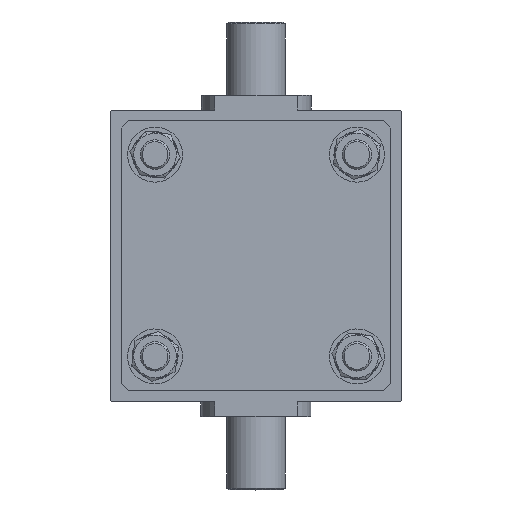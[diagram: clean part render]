
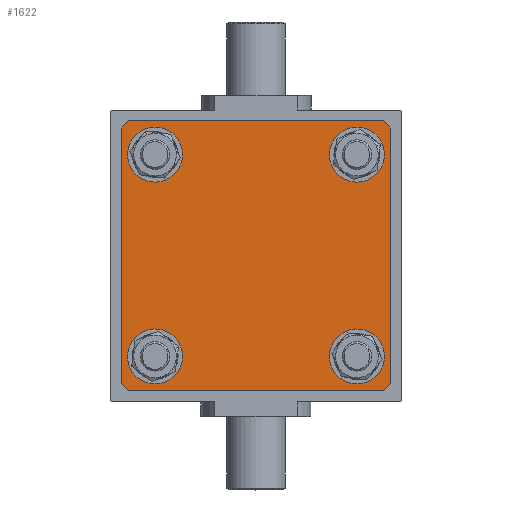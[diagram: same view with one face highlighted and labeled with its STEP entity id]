
A CAD part, top view. The second image highlights one B-rep face of the part: STEP entity #1622.
In plain terms, the highlighted face is planar.
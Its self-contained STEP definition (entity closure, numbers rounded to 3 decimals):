
#28 = EDGE_CURVE ( 'NONE', #490, #434, #9140, .T. ) ;
#29 = EDGE_CURVE ( 'NONE', #477, #355, #9228, .T. ) ;
#32 = EDGE_CURVE ( 'NONE', #528, #348, #9219, .T. ) ;
#37 = EDGE_CURVE ( 'NONE', #446, #453, #9220, .T. ) ;
#54 = EDGE_CURVE ( 'NONE', #364, #455, #9249, .T. ) ;
#74 = EDGE_CURVE ( 'NONE', #446, #254, #7606, .T. ) ;
#75 = EDGE_CURVE ( 'NONE', #528, #453, #7522, .T. ) ;
#76 = EDGE_CURVE ( 'NONE', #477, #348, #7602, .T. ) ;
#77 = EDGE_CURVE ( 'NONE', #720, #355, #7600, .T. ) ;
#80 = EDGE_CURVE ( 'NONE', #472, #468, #7345, .T. ) ;
#81 = EDGE_CURVE ( 'NONE', #481, #439, #7242, .T. ) ;
#91 = EDGE_CURVE ( 'NONE', #439, #481, #7491, .T. ) ;
#97 = EDGE_CURVE ( 'NONE', #434, #490, #7352, .T. ) ;
#101 = EDGE_CURVE ( 'NONE', #720, #254, #7445, .T. ) ;
#171 = EDGE_CURVE ( 'NONE', #468, #472, #7339, .T. ) ;
#193 = EDGE_CURVE ( 'NONE', #455, #364, #7247, .T. ) ;
#198 = CARTESIAN_POINT ( 'NONE',  ( -71.5, -71.5, 0. ) ) ;
#202 = DIRECTION ( 'NONE',  ( 0., 0., -1. ) ) ;
#205 = DIRECTION ( 'NONE',  ( -0.707, 0.707, 0. ) ) ;
#207 = CARTESIAN_POINT ( 'NONE',  ( -55., 55., 0. ) ) ;
#211 = CARTESIAN_POINT ( 'NONE',  ( -71.5, 71.5, 0. ) ) ;
#223 = DIRECTION ( 'NONE',  ( 0.707, -0.707, 0. ) ) ;
#224 = DIRECTION ( 'NONE',  ( 0.707, 0.707, 0. ) ) ;
#230 = DIRECTION ( 'NONE',  ( -0.707, -0.707, 0. ) ) ;
#233 = CARTESIAN_POINT ( 'NONE',  ( 71.5, -71.5, 0. ) ) ;
#235 = CARTESIAN_POINT ( 'NONE',  ( 71.5, 71.5, 0. ) ) ;
#254 = VERTEX_POINT ( 'NONE', #5596 ) ;
#348 = VERTEX_POINT ( 'NONE', #5661 ) ;
#355 = VERTEX_POINT ( 'NONE', #5675 ) ;
#364 = VERTEX_POINT ( 'NONE', #5692 ) ;
#434 = VERTEX_POINT ( 'NONE', #2935 ) ;
#439 = VERTEX_POINT ( 'NONE', #2940 ) ;
#446 = VERTEX_POINT ( 'NONE', #2947 ) ;
#453 = VERTEX_POINT ( 'NONE', #2954 ) ;
#455 = VERTEX_POINT ( 'NONE', #2956 ) ;
#468 = VERTEX_POINT ( 'NONE', #2968 ) ;
#472 = VERTEX_POINT ( 'NONE', #2972 ) ;
#477 = VERTEX_POINT ( 'NONE', #2977 ) ;
#481 = VERTEX_POINT ( 'NONE', #2981 ) ;
#490 = VERTEX_POINT ( 'NONE', #2983 ) ;
#528 = VERTEX_POINT ( 'NONE', #2991 ) ;
#720 = VERTEX_POINT ( 'NONE', #3065 ) ;
#1622 = ADVANCED_FACE ( 'NONE', ( #7592, #7597, #7591, #7598, #7590 ), #2806, .T. ) ;
#2198 = AXIS2_PLACEMENT_3D ( 'NONE', #5518, #5520, #5522 ) ;
#2203 = AXIS2_PLACEMENT_3D ( 'NONE', #5204, #5206, #5208 ) ;
#2237 = AXIS2_PLACEMENT_3D ( 'NONE', #5134, #5124, #5117 ) ;
#2241 = AXIS2_PLACEMENT_3D ( 'NONE', #4379, #4388, #4382 ) ;
#2245 = AXIS2_PLACEMENT_3D ( 'NONE', #4374, #4373, #4371 ) ;
#2246 = AXIS2_PLACEMENT_3D ( 'NONE', #207, #202, #4376 ) ;
#2259 = AXIS2_PLACEMENT_3D ( 'NONE', #6333, #6332, #6331 ) ;
#2274 = AXIS2_PLACEMENT_3D ( 'NONE', #3773, #3776, #3781 ) ;
#2799 = DIRECTION ( 'NONE',  ( 0., 0., -1. ) ) ;
#2803 = CARTESIAN_POINT ( 'NONE',  ( 0., 0., 0. ) ) ;
#2806 = PLANE ( 'NONE',  #8025 ) ;
#2809 = DIRECTION ( 'NONE',  ( -1., 0., 0. ) ) ;
#2935 = CARTESIAN_POINT ( 'NONE',  ( 64., -55., 0. ) ) ;
#2940 = CARTESIAN_POINT ( 'NONE',  ( -46., -55., 0. ) ) ;
#2947 = CARTESIAN_POINT ( 'NONE',  ( 69.5, 73.5, 0. ) ) ;
#2954 = CARTESIAN_POINT ( 'NONE',  ( -69.5, 73.5, 0. ) ) ;
#2956 = CARTESIAN_POINT ( 'NONE',  ( 64., 55., 0. ) ) ;
#2968 = CARTESIAN_POINT ( 'NONE',  ( -46., 55., 0. ) ) ;
#2972 = CARTESIAN_POINT ( 'NONE',  ( -64., 55., 0. ) ) ;
#2977 = CARTESIAN_POINT ( 'NONE',  ( -69.5, -73.5, 0. ) ) ;
#2981 = CARTESIAN_POINT ( 'NONE',  ( -64., -55., 0. ) ) ;
#2983 = CARTESIAN_POINT ( 'NONE',  ( 46., -55., 0. ) ) ;
#2991 = CARTESIAN_POINT ( 'NONE',  ( -73.5, 69.5, 0. ) ) ;
#3065 = CARTESIAN_POINT ( 'NONE',  ( 73.5, -69.5, 0. ) ) ;
#3233 = ORIENTED_EDGE ( 'NONE', *, *, #37, .F. ) ;
#3236 = ORIENTED_EDGE ( 'NONE', *, *, #74, .T. ) ;
#3610 = ORIENTED_EDGE ( 'NONE', *, *, #75, .T. ) ;
#3612 = ORIENTED_EDGE ( 'NONE', *, *, #29, .F. ) ;
#3613 = ORIENTED_EDGE ( 'NONE', *, *, #77, .T. ) ;
#3614 = ORIENTED_EDGE ( 'NONE', *, *, #101, .F. ) ;
#3616 = ORIENTED_EDGE ( 'NONE', *, *, #91, .F. ) ;
#3617 = ORIENTED_EDGE ( 'NONE', *, *, #97, .F. ) ;
#3618 = ORIENTED_EDGE ( 'NONE', *, *, #81, .F. ) ;
#3619 = ORIENTED_EDGE ( 'NONE', *, *, #80, .F. ) ;
#3621 = ORIENTED_EDGE ( 'NONE', *, *, #171, .F. ) ;
#3623 = ORIENTED_EDGE ( 'NONE', *, *, #28, .F. ) ;
#3624 = ORIENTED_EDGE ( 'NONE', *, *, #54, .F. ) ;
#3629 = ORIENTED_EDGE ( 'NONE', *, *, #193, .F. ) ;
#3674 = ORIENTED_EDGE ( 'NONE', *, *, #76, .T. ) ;
#3680 = ORIENTED_EDGE ( 'NONE', *, *, #32, .F. ) ;
#3756 = DIRECTION ( 'NONE',  ( -1., 0., 0. ) ) ;
#3758 = CARTESIAN_POINT ( 'NONE',  ( -73.5, -73.5, 0. ) ) ;
#3760 = DIRECTION ( 'NONE',  ( 0., -1., 0. ) ) ;
#3764 = DIRECTION ( 'NONE',  ( 1., 0., 0. ) ) ;
#3773 = CARTESIAN_POINT ( 'NONE',  ( 55., -55., 0. ) ) ;
#3775 = CARTESIAN_POINT ( 'NONE',  ( -73.5, -73.5, 0. ) ) ;
#3776 = DIRECTION ( 'NONE',  ( 0., 0., -1. ) ) ;
#3780 = CARTESIAN_POINT ( 'NONE',  ( -73.5, 73.5, 0. ) ) ;
#3781 = DIRECTION ( 'NONE',  ( -1., 0., 0. ) ) ;
#4371 = DIRECTION ( 'NONE',  ( -1., 0., 0. ) ) ;
#4373 = DIRECTION ( 'NONE',  ( 0., 0., -1. ) ) ;
#4374 = CARTESIAN_POINT ( 'NONE',  ( -55., -55., 0. ) ) ;
#4376 = DIRECTION ( 'NONE',  ( -1., 0., 0. ) ) ;
#4379 = CARTESIAN_POINT ( 'NONE',  ( -55., -55., 0. ) ) ;
#4382 = DIRECTION ( 'NONE',  ( -1., 0., 0. ) ) ;
#4388 = DIRECTION ( 'NONE',  ( 0., 0., -1. ) ) ;
#5117 = DIRECTION ( 'NONE',  ( -1., 0., 0. ) ) ;
#5118 = CARTESIAN_POINT ( 'NONE',  ( 73.5, -73.5, 0. ) ) ;
#5120 = DIRECTION ( 'NONE',  ( 0., 1., 0. ) ) ;
#5124 = DIRECTION ( 'NONE',  ( 0., 0., -1. ) ) ;
#5134 = CARTESIAN_POINT ( 'NONE',  ( 55., -55., 0. ) ) ;
#5204 = CARTESIAN_POINT ( 'NONE',  ( -55., 55., 0. ) ) ;
#5206 = DIRECTION ( 'NONE',  ( 0., 0., -1. ) ) ;
#5208 = DIRECTION ( 'NONE',  ( -1., 0., 0. ) ) ;
#5518 = CARTESIAN_POINT ( 'NONE',  ( 55., 55., 0. ) ) ;
#5520 = DIRECTION ( 'NONE',  ( 0., 0., -1. ) ) ;
#5522 = DIRECTION ( 'NONE',  ( -1., 0., 0. ) ) ;
#5596 = CARTESIAN_POINT ( 'NONE',  ( 73.5, 69.5, 0. ) ) ;
#5661 = CARTESIAN_POINT ( 'NONE',  ( -73.5, -69.5, 0. ) ) ;
#5675 = CARTESIAN_POINT ( 'NONE',  ( 69.5, -73.5, 0. ) ) ;
#5692 = CARTESIAN_POINT ( 'NONE',  ( 46., 55., 0. ) ) ;
#6331 = DIRECTION ( 'NONE',  ( -1., 0., 0. ) ) ;
#6332 = DIRECTION ( 'NONE',  ( 0., 0., -1. ) ) ;
#6333 = CARTESIAN_POINT ( 'NONE',  ( 55., 55., 0. ) ) ;
#7242 = CIRCLE ( 'NONE', #2245, 9. ) ;
#7247 = CIRCLE ( 'NONE', #2198, 9. ) ;
#7339 = CIRCLE ( 'NONE', #2203, 9. ) ;
#7345 = CIRCLE ( 'NONE', #2246, 9. ) ;
#7352 = CIRCLE ( 'NONE', #2237, 9. ) ;
#7442 = VECTOR ( 'NONE', #5120, 1000. ) ;
#7445 = LINE ( 'NONE', #5118, #7442 ) ;
#7491 = CIRCLE ( 'NONE', #2241, 9. ) ;
#7520 = VECTOR ( 'NONE', #230, 1000. ) ;
#7522 = LINE ( 'NONE', #211, #7601 ) ;
#7525 = VECTOR ( 'NONE', #205, 1000. ) ;
#7590 = FACE_OUTER_BOUND ( 'NONE', #9184, .T. ) ;
#7591 = FACE_BOUND ( 'NONE', #9130, .T. ) ;
#7592 = FACE_BOUND ( 'NONE', #9248, .T. ) ;
#7597 = FACE_BOUND ( 'NONE', #9148, .T. ) ;
#7598 = FACE_BOUND ( 'NONE', #9215, .T. ) ;
#7600 = LINE ( 'NONE', #233, #7520 ) ;
#7601 = VECTOR ( 'NONE', #224, 1000. ) ;
#7602 = LINE ( 'NONE', #198, #7525 ) ;
#7603 = VECTOR ( 'NONE', #223, 1000. ) ;
#7606 = LINE ( 'NONE', #235, #7603 ) ;
#8025 = AXIS2_PLACEMENT_3D ( 'NONE', #2803, #2799, #2809 ) ;
#9130 = EDGE_LOOP ( 'NONE', ( #3618, #3616 ) ) ;
#9140 = CIRCLE ( 'NONE', #2274, 9. ) ;
#9148 = EDGE_LOOP ( 'NONE', ( #3623, #3617 ) ) ;
#9160 = VECTOR ( 'NONE', #3764, 1000. ) ;
#9164 = VECTOR ( 'NONE', #3756, 1000. ) ;
#9165 = VECTOR ( 'NONE', #3760, 1000. ) ;
#9184 = EDGE_LOOP ( 'NONE', ( #3614, #3613, #3612, #3674, #3680, #3610, #3233, #3236 ) ) ;
#9215 = EDGE_LOOP ( 'NONE', ( #3619, #3621 ) ) ;
#9219 = LINE ( 'NONE', #3758, #9165 ) ;
#9220 = LINE ( 'NONE', #3780, #9164 ) ;
#9228 = LINE ( 'NONE', #3775, #9160 ) ;
#9248 = EDGE_LOOP ( 'NONE', ( #3624, #3629 ) ) ;
#9249 = CIRCLE ( 'NONE', #2259, 9. ) ;
